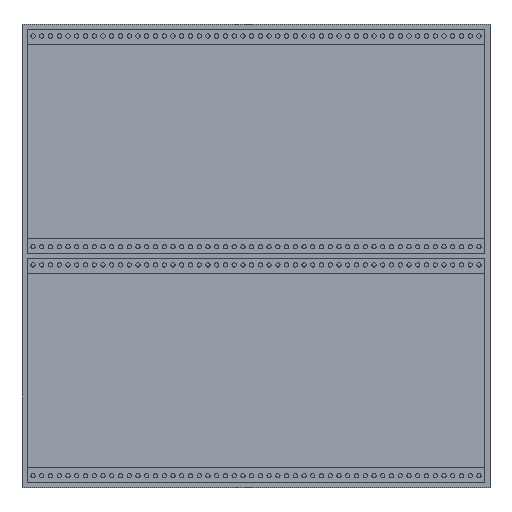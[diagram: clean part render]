
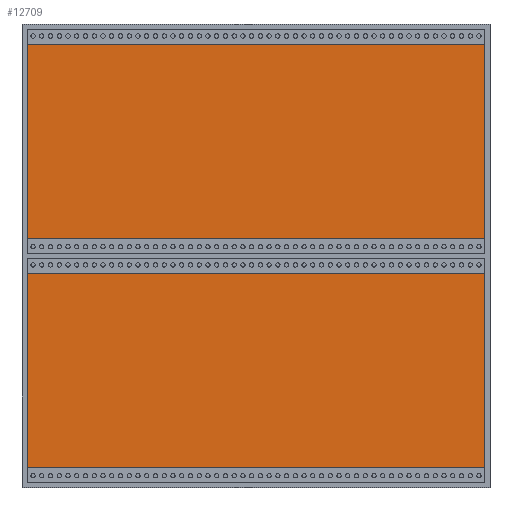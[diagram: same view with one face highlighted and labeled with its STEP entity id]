
A CAD part, top view. The second image highlights one B-rep face of the part: STEP entity #12709.
In plain terms, the highlighted planar face has unit normal (0, 0, 1).
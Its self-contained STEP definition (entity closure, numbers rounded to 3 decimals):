
#108=CARTESIAN_POINT('',(-0.994,265.828,25.225));
#109=VERTEX_POINT('',#108);
#116=CARTESIAN_POINT('',(264.906,265.828,25.225));
#117=VERTEX_POINT('',#116);
#118=CARTESIAN_POINT('',(264.906,265.828,25.225));
#119=DIRECTION('',(-1.,0.,0.));
#120=VECTOR('',#119,265.9);
#121=LINE('',#118,#120);
#122=EDGE_CURVE('',#117,#109,#121,.T.);
#180=CARTESIAN_POINT('',(-0.994,2.828,25.225));
#181=VERTEX_POINT('',#180);
#190=CARTESIAN_POINT('',(-0.994,2.828,25.225));
#191=DIRECTION('',(0.,1.,0.));
#192=VECTOR('',#191,262.999);
#193=LINE('',#190,#192);
#194=EDGE_CURVE('',#181,#109,#193,.T.);
#427=CARTESIAN_POINT('',(264.906,2.828,25.225));
#428=VERTEX_POINT('',#427);
#435=CARTESIAN_POINT('',(-0.994,2.828,25.225));
#436=DIRECTION('',(1.,0.,-0.));
#437=VECTOR('',#436,265.9);
#438=LINE('',#435,#437);
#439=EDGE_CURVE('',#181,#428,#438,.T.);
#457=CARTESIAN_POINT('',(264.906,265.828,25.225));
#458=DIRECTION('',(0.,-1.,0.));
#459=VECTOR('',#458,262.999);
#460=LINE('',#457,#459);
#461=EDGE_CURVE('',#117,#428,#460,.T.);
#12698=CARTESIAN_POINT('',(126.112,200.829,25.225));
#12699=DIRECTION('',(0.,0.,1.));
#12700=DIRECTION('',(-1.,0.,0.));
#12701=AXIS2_PLACEMENT_3D('',#12698,#12699,#12700);
#12702=PLANE('',#12701);
#12703=ORIENTED_EDGE('',*,*,#194,.F.);
#12704=ORIENTED_EDGE('',*,*,#439,.T.);
#12705=ORIENTED_EDGE('',*,*,#461,.F.);
#12706=ORIENTED_EDGE('',*,*,#122,.T.);
#12707=EDGE_LOOP('',(#12703,#12704,#12705,#12706));
#12708=FACE_BOUND('',#12707,.T.);
#12709=ADVANCED_FACE('',(#12708),#12702,.T.);
